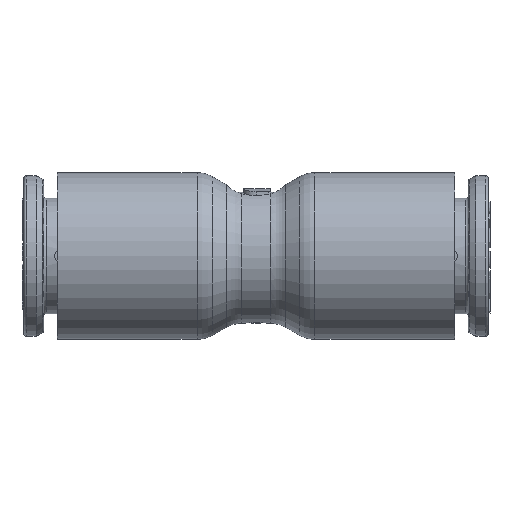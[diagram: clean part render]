
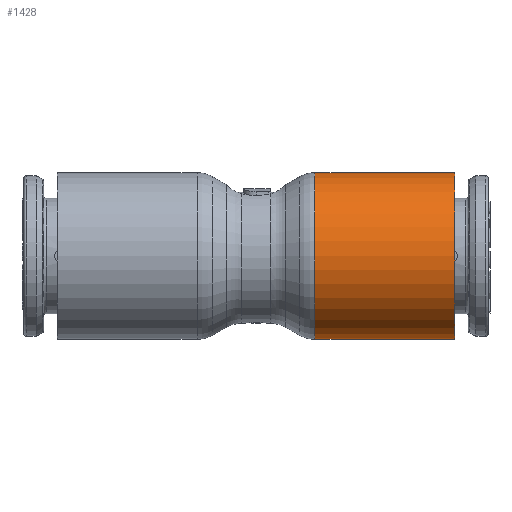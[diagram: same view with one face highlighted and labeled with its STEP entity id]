
A CAD part, top view. The second image highlights one B-rep face of the part: STEP entity #1428.
In plain terms, the highlighted cylindrical face has radius 6.75 mm (diameter 13.5 mm), a partial arc.
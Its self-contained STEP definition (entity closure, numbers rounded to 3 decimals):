
#1428=ADVANCED_FACE('',(#4043),#4044,.T.);
#4043=FACE_OUTER_BOUND('',#10017,.T.);
#4044=CYLINDRICAL_SURFACE('',#10018,6.75);
#10017=EDGE_LOOP('',(#19953,#19954,#19955,#19956));
#10018=AXIS2_PLACEMENT_3D('',#19957,#19958,#19959);
#19953=ORIENTED_EDGE('',*,*,#24345,.T.);
#19954=ORIENTED_EDGE('',*,*,#24346,.F.);
#19955=ORIENTED_EDGE('',*,*,#24347,.F.);
#19956=ORIENTED_EDGE('',*,*,#24348,.T.);
#19957=CARTESIAN_POINT('',(-17.71,0.0,0.0));
#19958=DIRECTION('',(-1.0,-0.0,0.0));
#19959=DIRECTION('',(0.0,-1.0,0.0));
#24345=EDGE_CURVE('',#29958,#29959,#29960,.T.);
#24346=EDGE_CURVE('',#29961,#29959,#29962,.T.);
#24347=EDGE_CURVE('',#29963,#29961,#29964,.T.);
#24348=EDGE_CURVE('',#29963,#29958,#29965,.T.);
#29958=VERTEX_POINT('',#40124);
#29959=VERTEX_POINT('',#40125);
#29960=CIRCLE('',#40126,6.75);
#29961=VERTEX_POINT('',#40127);
#29962=LINE('',#40128,#40129);
#29963=VERTEX_POINT('',#40130);
#29964=CIRCLE('',#40131,6.75);
#29965=LINE('',#40132,#40133);
#40124=CARTESIAN_POINT('',(4.77,6.75,0.0));
#40125=CARTESIAN_POINT('',(4.77,-6.75,0.0));
#40126=AXIS2_PLACEMENT_3D('',#45000,#45001,#45002);
#40127=CARTESIAN_POINT('',(16.1,-6.75,0.0));
#40128=CARTESIAN_POINT('',(16.1,-6.75,0.0));
#40129=VECTOR('',#45003,11.33);
#40130=CARTESIAN_POINT('',(16.1,6.75,0.0));
#40131=AXIS2_PLACEMENT_3D('',#45004,#45005,#45006);
#40132=CARTESIAN_POINT('',(16.1,6.75,0.0));
#40133=VECTOR('',#45007,11.33);
#45000=CARTESIAN_POINT('',(4.77,0.0,0.0));
#45001=DIRECTION('',(1.0,0.0,0.0));
#45002=DIRECTION('',(0.0,1.0,0.0));
#45003=DIRECTION('',(-1.0,0.0,0.0));
#45004=CARTESIAN_POINT('',(16.1,0.0,0.0));
#45005=DIRECTION('',(1.0,0.0,0.0));
#45006=DIRECTION('',(0.0,1.0,0.0));
#45007=DIRECTION('',(-1.0,0.0,0.0));
